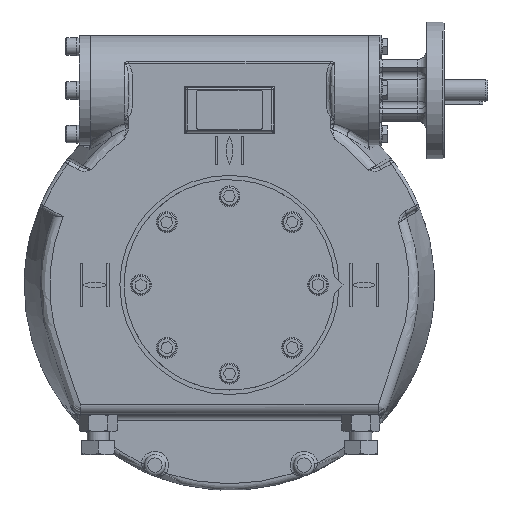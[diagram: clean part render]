
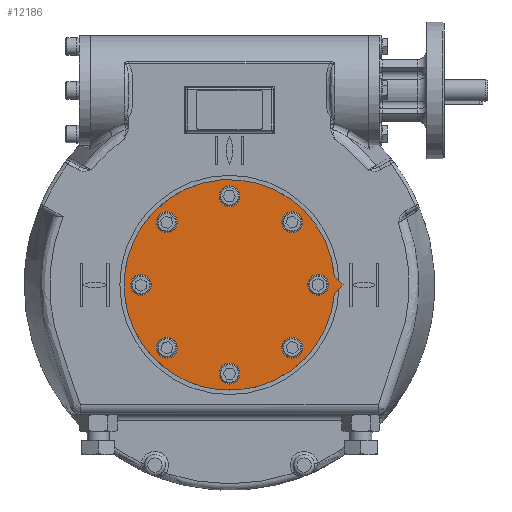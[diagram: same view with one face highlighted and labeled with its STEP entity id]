
A CAD part, top view. The second image highlights one B-rep face of the part: STEP entity #12186.
In plain terms, the highlighted planar face has unit normal (0, 0, 1).
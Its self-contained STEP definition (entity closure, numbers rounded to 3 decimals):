
#1352=CIRCLE('',#15617,96.25);
#1361=CIRCLE('',#15630,6.5);
#1362=CIRCLE('',#15631,6.5);
#1363=CIRCLE('',#15632,6.5);
#1364=CIRCLE('',#15633,6.5);
#1365=CIRCLE('',#15634,6.5);
#1366=CIRCLE('',#15635,6.5);
#1367=CIRCLE('',#15636,6.5);
#1368=CIRCLE('',#15637,6.5);
#4021=ORIENTED_EDGE('',*,*,#6232,.F.);
#4022=ORIENTED_EDGE('',*,*,#6233,.F.);
#4023=ORIENTED_EDGE('',*,*,#6234,.F.);
#4024=ORIENTED_EDGE('',*,*,#6235,.F.);
#4025=ORIENTED_EDGE('',*,*,#6236,.F.);
#4026=ORIENTED_EDGE('',*,*,#6237,.F.);
#4027=ORIENTED_EDGE('',*,*,#6238,.F.);
#4028=ORIENTED_EDGE('',*,*,#6239,.F.);
#4029=ORIENTED_EDGE('',*,*,#6217,.T.);
#4030=ORIENTED_EDGE('',*,*,#6221,.T.);
#4031=ORIENTED_EDGE('',*,*,#6223,.T.);
#6217=EDGE_CURVE('',#7672,#7671,#1352,.T.);
#6221=EDGE_CURVE('',#7671,#7674,#8445,.T.);
#6223=EDGE_CURVE('',#7674,#7672,#8447,.T.);
#6232=EDGE_CURVE('',#7683,#7683,#1361,.T.);
#6233=EDGE_CURVE('',#7684,#7684,#1362,.T.);
#6234=EDGE_CURVE('',#7685,#7685,#1363,.T.);
#6235=EDGE_CURVE('',#7686,#7686,#1364,.T.);
#6236=EDGE_CURVE('',#7687,#7687,#1365,.T.);
#6237=EDGE_CURVE('',#7688,#7688,#1366,.T.);
#6238=EDGE_CURVE('',#7689,#7689,#1367,.T.);
#6239=EDGE_CURVE('',#7690,#7690,#1368,.T.);
#7671=VERTEX_POINT('',#32265);
#7672=VERTEX_POINT('',#32267);
#7674=VERTEX_POINT('',#32273);
#7683=VERTEX_POINT('',#32297);
#7684=VERTEX_POINT('',#32299);
#7685=VERTEX_POINT('',#32301);
#7686=VERTEX_POINT('',#32303);
#7687=VERTEX_POINT('',#32305);
#7688=VERTEX_POINT('',#32307);
#7689=VERTEX_POINT('',#32309);
#7690=VERTEX_POINT('',#32311);
#8445=LINE('',#32274,#9088);
#8447=LINE('',#32277,#9090);
#9088=VECTOR('',#18280,1000.);
#9090=VECTOR('',#18284,1000.);
#10043=EDGE_LOOP('',(#4021));
#10044=EDGE_LOOP('',(#4022));
#10045=EDGE_LOOP('',(#4023));
#10046=EDGE_LOOP('',(#4024));
#10047=EDGE_LOOP('',(#4025));
#10048=EDGE_LOOP('',(#4026));
#10049=EDGE_LOOP('',(#4027));
#10050=EDGE_LOOP('',(#4028));
#10051=EDGE_LOOP('',(#4029,#4030,#4031));
#11070=FACE_BOUND('',#10043,.T.);
#11071=FACE_BOUND('',#10044,.T.);
#11072=FACE_BOUND('',#10045,.T.);
#11073=FACE_BOUND('',#10046,.T.);
#11074=FACE_BOUND('',#10047,.T.);
#11075=FACE_BOUND('',#10048,.T.);
#11076=FACE_BOUND('',#10049,.T.);
#11077=FACE_BOUND('',#10050,.T.);
#11078=FACE_BOUND('',#10051,.T.);
#11532=PLANE('',#15629);
#12186=ADVANCED_FACE('',(#11070,#11071,#11072,#11073,#11074,#11075,#11076,
#11077,#11078),#11532,.T.);
#15617=AXIS2_PLACEMENT_3D('',#32266,#18273,#18274);
#15629=AXIS2_PLACEMENT_3D('',#32295,#18303,#18304);
#15630=AXIS2_PLACEMENT_3D('',#32296,#18305,#18306);
#15631=AXIS2_PLACEMENT_3D('',#32298,#18307,#18308);
#15632=AXIS2_PLACEMENT_3D('',#32300,#18309,#18310);
#15633=AXIS2_PLACEMENT_3D('',#32302,#18311,#18312);
#15634=AXIS2_PLACEMENT_3D('',#32304,#18313,#18314);
#15635=AXIS2_PLACEMENT_3D('',#32306,#18315,#18316);
#15636=AXIS2_PLACEMENT_3D('',#32308,#18317,#18318);
#15637=AXIS2_PLACEMENT_3D('',#32310,#18319,#18320);
#18273=DIRECTION('',(0.,0.,1.));
#18274=DIRECTION('',(1.,0.,0.));
#18280=DIRECTION('',(0.707,0.707,0.));
#18284=DIRECTION('',(-0.707,0.707,0.));
#18303=DIRECTION('',(0.,0.,1.));
#18304=DIRECTION('',(1.,0.,0.));
#18305=DIRECTION('',(0.,0.,1.));
#18306=DIRECTION('',(0.707,0.707,0.));
#18307=DIRECTION('',(0.,0.,1.));
#18308=DIRECTION('',(0.,1.,0.));
#18309=DIRECTION('',(0.,0.,1.));
#18310=DIRECTION('',(-0.707,0.707,0.));
#18311=DIRECTION('',(0.,0.,1.));
#18312=DIRECTION('',(-1.,0.,0.));
#18313=DIRECTION('',(0.,0.,1.));
#18314=DIRECTION('',(-0.707,-0.707,0.));
#18315=DIRECTION('',(0.,0.,1.));
#18316=DIRECTION('',(0.,-1.,0.));
#18317=DIRECTION('',(0.,0.,1.));
#18318=DIRECTION('',(0.707,-0.707,0.));
#18319=DIRECTION('',(0.,0.,1.));
#18320=DIRECTION('',(1.,0.,0.));
#32265=CARTESIAN_POINT('',(95.932,-7.818,54.15));
#32266=CARTESIAN_POINT('',(0.,0.,54.15));
#32267=CARTESIAN_POINT('',(95.932,7.818,54.15));
#32273=CARTESIAN_POINT('',(103.75,0.,54.15));
#32274=CARTESIAN_POINT('',(95.932,-7.818,54.15));
#32277=CARTESIAN_POINT('',(103.75,0.,54.15));
#32295=CARTESIAN_POINT('',(0.,0.,54.15));
#32296=CARTESIAN_POINT('',(-57.276,57.276,54.15));
#32297=CARTESIAN_POINT('',(-52.679,61.872,54.15));
#32298=CARTESIAN_POINT('',(-81.,0.,54.15));
#32299=CARTESIAN_POINT('',(-81.,6.5,54.15));
#32300=CARTESIAN_POINT('',(-57.276,-57.276,54.15));
#32301=CARTESIAN_POINT('',(-61.872,-52.679,54.15));
#32302=CARTESIAN_POINT('',(0.,-81.,54.15));
#32303=CARTESIAN_POINT('',(-6.5,-81.,54.15));
#32304=CARTESIAN_POINT('',(57.276,-57.276,54.15));
#32305=CARTESIAN_POINT('',(52.679,-61.872,54.15));
#32306=CARTESIAN_POINT('',(81.,0.,54.15));
#32307=CARTESIAN_POINT('',(81.,-6.5,54.15));
#32308=CARTESIAN_POINT('',(57.276,57.276,54.15));
#32309=CARTESIAN_POINT('',(61.872,52.679,54.15));
#32310=CARTESIAN_POINT('',(0.,81.,54.15));
#32311=CARTESIAN_POINT('',(6.5,81.,54.15));
